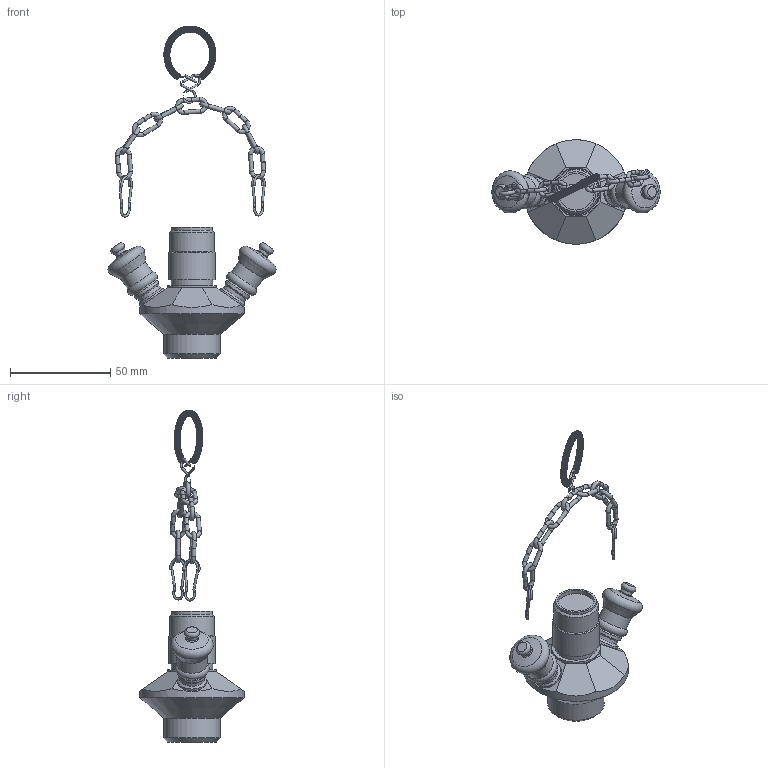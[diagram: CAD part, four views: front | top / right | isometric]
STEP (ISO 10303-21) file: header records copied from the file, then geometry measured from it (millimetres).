
FILE_DESCRIPTION((''),'2;1');
FILE_NAME('850001.stp','2008-08-05T10:42:21',('mbm'),(''),'Autodesk Inventor 2008','Autodesk Inventor 2008','');
FILE_SCHEMA(('AUTOMOTIVE_DESIGN { 1 0 10303 214 1 1 1 1 }'));
Length unit declared in the file: millimetre
Products named in the file (1): Part25
Bounding box: 83.64 x 52 x 165.23 mm (x, y, z)
Volume: 66392.2 mm3; surface area: 19101.7 mm2
Topology: 21 solids, 21 shells, 562 faces, 1329 edges, 819 vertices
Faces by surface type: torus 342, cylinder 81, plane 73, bspline 39, cone 27
Full cylindrical faces by diameter (mm): 2 x27, 2.003 x8, 5.6 x2, 6 x2, 8 x1, 9 x4, 10.5 x2, 12.5 x2, 14 x2, 14.5 x2, 15 x2, 18.1 x1, 20 x1, 20.5 x2, 22 x1, 23 x1, 24 x1, 28 x1, 52 x1
Entity records: 30054 total; most frequent: CARTESIAN_POINT 20481, DIRECTION 1531, ORIENTED_EDGE 1364, EDGE_LOOP 1038, AXIS2_PLACEMENT_3D 746, EDGE_CURVE 682, VERTEX_POINT 604, STYLED_ITEM 578
